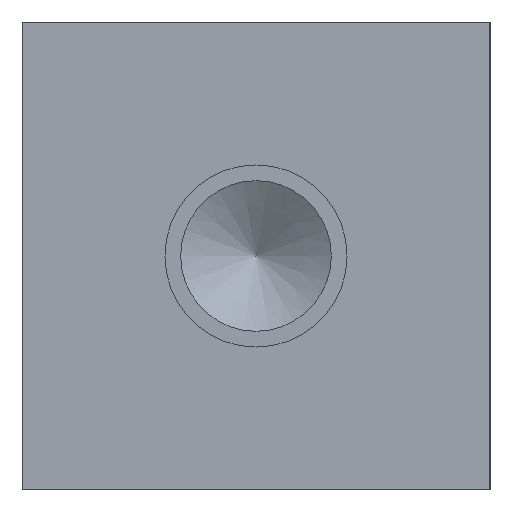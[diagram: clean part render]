
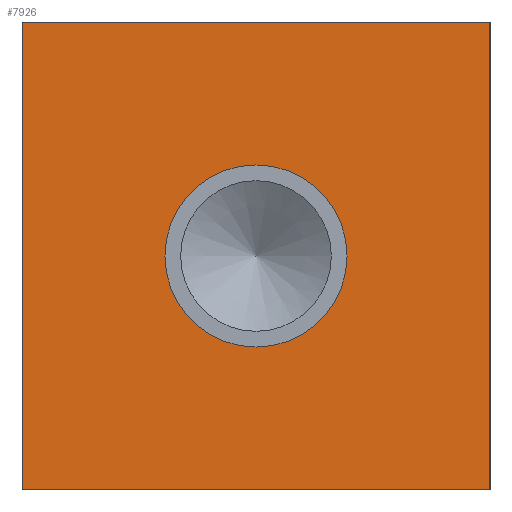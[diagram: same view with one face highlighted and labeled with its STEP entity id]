
A CAD part, left-side view. The second image highlights one B-rep face of the part: STEP entity #7926.
In plain terms, the highlighted planar face has unit normal (-1, 0, 0).
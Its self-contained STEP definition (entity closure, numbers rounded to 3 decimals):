
#274=CIRCLE('',#8443,8.649);
#275=CIRCLE('',#8444,8.649);
#340=FACE_BOUND('',#1476,.T.);
#599=PLANE('',#8446);
#1005=FACE_OUTER_BOUND('',#1475,.T.);
#1475=EDGE_LOOP('',(#7092,#7093,#7094,#7095));
#1476=EDGE_LOOP('',(#7096,#7097));
#1773=LINE('',#12048,#2508);
#2229=LINE('',#13522,#2964);
#2230=LINE('',#13523,#2965);
#2231=LINE('',#13524,#2966);
#2508=VECTOR('',#8875,10.);
#2964=VECTOR('',#10183,10.);
#2965=VECTOR('',#10184,10.);
#2966=VECTOR('',#10185,10.);
#3420=VERTEX_POINT('',#12041);
#3423=VERTEX_POINT('',#12046);
#3884=VERTEX_POINT('',#13512);
#3885=VERTEX_POINT('',#13513);
#3886=VERTEX_POINT('',#13520);
#3887=VERTEX_POINT('',#13521);
#4313=EDGE_CURVE('',#3423,#3420,#1773,.T.);
#4965=EDGE_CURVE('',#3884,#3885,#274,.T.);
#4966=EDGE_CURVE('',#3885,#3884,#275,.T.);
#4969=EDGE_CURVE('',#3886,#3887,#2229,.T.);
#4970=EDGE_CURVE('',#3887,#3420,#2230,.T.);
#4971=EDGE_CURVE('',#3886,#3423,#2231,.T.);
#7092=ORIENTED_EDGE('',*,*,#4969,.T.);
#7093=ORIENTED_EDGE('',*,*,#4970,.T.);
#7094=ORIENTED_EDGE('',*,*,#4313,.F.);
#7095=ORIENTED_EDGE('',*,*,#4971,.F.);
#7096=ORIENTED_EDGE('',*,*,#4965,.T.);
#7097=ORIENTED_EDGE('',*,*,#4966,.T.);
#7926=ADVANCED_FACE('',(#1005,#340),#599,.T.);
#8443=AXIS2_PLACEMENT_3D('',#13514,#10173,#10174);
#8444=AXIS2_PLACEMENT_3D('',#13515,#10175,#10176);
#8446=AXIS2_PLACEMENT_3D('',#13519,#10181,#10182);
#8875=DIRECTION('',(0.,-1.,0.));
#10173=DIRECTION('center_axis',(1.,0.,0.));
#10174=DIRECTION('ref_axis',(0.,1.,0.));
#10175=DIRECTION('center_axis',(1.,0.,0.));
#10176=DIRECTION('ref_axis',(0.,1.,0.));
#10181=DIRECTION('center_axis',(-1.,0.,0.));
#10182=DIRECTION('ref_axis',(0.,-1.,0.));
#10183=DIRECTION('',(0.,-1.,0.));
#10184=DIRECTION('',(0.,0.,1.));
#10185=DIRECTION('',(0.,0.,1.));
#12041=CARTESIAN_POINT('',(0.,0.,44.45));
#12046=CARTESIAN_POINT('',(0.,44.45,44.45));
#12048=CARTESIAN_POINT('',(0.,44.45,44.45));
#13512=CARTESIAN_POINT('',(0.,30.874,22.225));
#13513=CARTESIAN_POINT('',(0.,13.576,22.225));
#13514=CARTESIAN_POINT('Origin',(0.,22.225,22.225));
#13515=CARTESIAN_POINT('Origin',(0.,22.225,22.225));
#13519=CARTESIAN_POINT('Origin',(0.,44.45,0.));
#13520=CARTESIAN_POINT('',(0.,44.45,0.));
#13521=CARTESIAN_POINT('',(0.,0.,0.));
#13522=CARTESIAN_POINT('',(0.,44.45,0.));
#13523=CARTESIAN_POINT('',(0.,0.,0.));
#13524=CARTESIAN_POINT('',(0.,44.45,0.));
